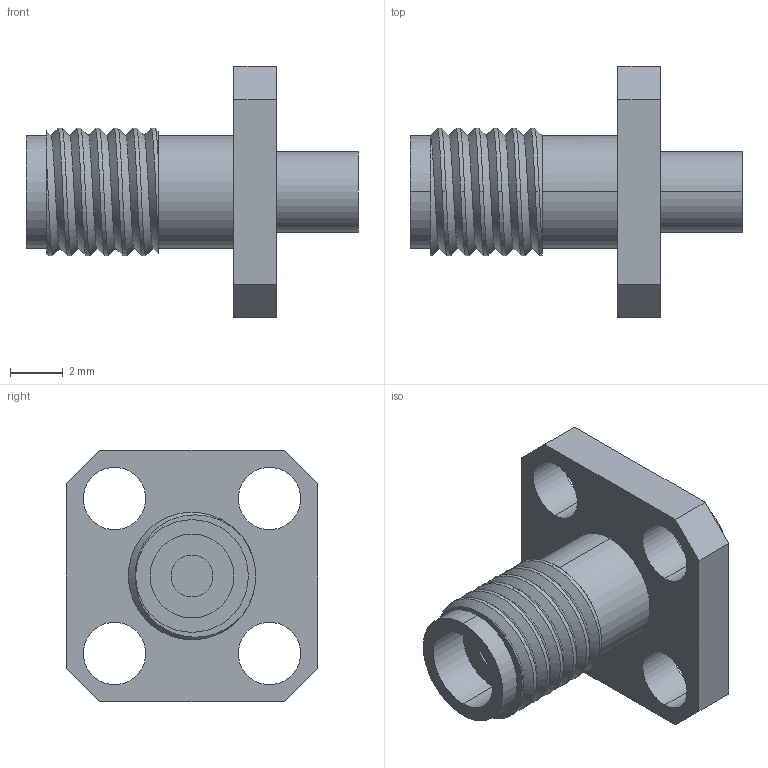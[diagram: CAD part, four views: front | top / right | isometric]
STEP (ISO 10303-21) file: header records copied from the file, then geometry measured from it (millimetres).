
FILE_DESCRIPTION (( 'STEP AP203' ), '1' );
FILE_NAME ('FMCN1871_3D.STEP', '2022-02-02T18:35:51', ( '' ), ( '' ), 'SwSTEP 2.0', 'SolidWorks 2021', '' );
FILE_SCHEMA (( 'CONFIG_CONTROL_DESIGN' ));
Length unit declared in the file: inch
Products named in the file (1): FMCN1871_3D
Bounding box: 12.57 x 9.53 x 9.53 mm (x, y, z)
Volume: 218.6 mm3; surface area: 508.7 mm2
Topology: 1 solids, 1 shells, 58 faces, 143 edges, 94 vertices
Faces by surface type: cylinder 37, plane 19, bspline 2
Entity records: 2449 total; most frequent: CARTESIAN_POINT 1020, ORIENTED_EDGE 286, DIRECTION 278, EDGE_CURVE 143, AXIS2_PLACEMENT_3D 109, VERTEX_POINT 94, EDGE_LOOP 73, VECTOR 60
